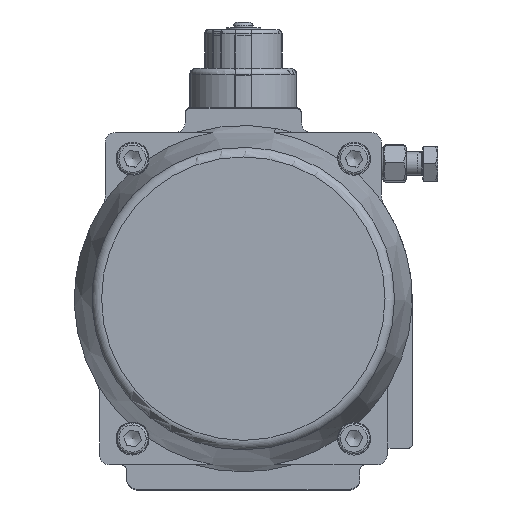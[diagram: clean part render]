
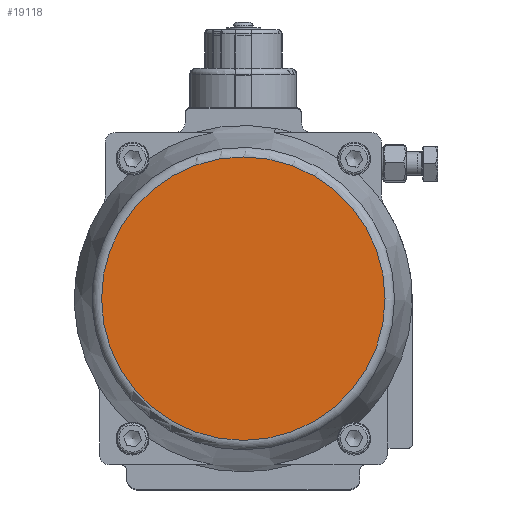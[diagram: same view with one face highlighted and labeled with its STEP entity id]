
A CAD part, front view. The second image highlights one B-rep face of the part: STEP entity #19118.
In plain terms, the highlighted planar face has unit normal (0, -1, 0).
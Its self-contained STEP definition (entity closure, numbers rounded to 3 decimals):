
#1618=FACE_OUTER_BOUND('',#7083,.T.);
#5537=PLANE('',#23813);
#7083=EDGE_LOOP('',(#10476));
#10476=ORIENTED_EDGE('',*,*,#15375,.T.);
#15375=EDGE_CURVE('',#21471,#21471,#17710,.T.);
#17710=CIRCLE('',#23812,72.956);
#19118=ADVANCED_FACE('',(#1618),#5537,.T.);
#21471=VERTEX_POINT('',#36458);
#23812=AXIS2_PLACEMENT_3D('',#36457,#27896,#27897);
#23813=AXIS2_PLACEMENT_3D('',#36459,#27898,#27899);
#27896=DIRECTION('',(0.,-1.,0.));
#27897=DIRECTION('',(0.,0.,-1.));
#27898=DIRECTION('',(0.,-1.,0.));
#27899=DIRECTION('',(0.,0.,-1.));
#36457=CARTESIAN_POINT('',(0.,-64.8,0.));
#36458=CARTESIAN_POINT('',(0.,-64.8,-72.956));
#36459=CARTESIAN_POINT('',(0.,-64.8,0.));
